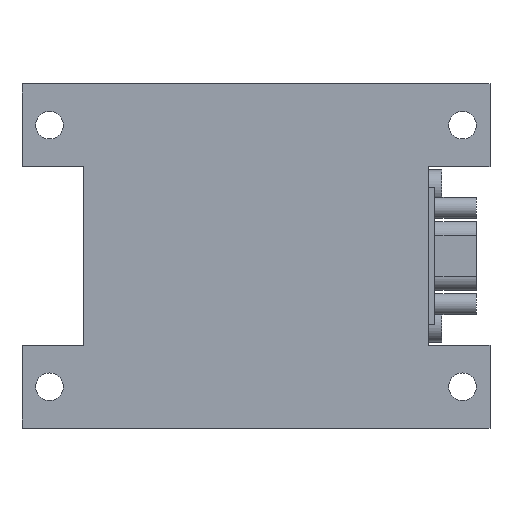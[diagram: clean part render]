
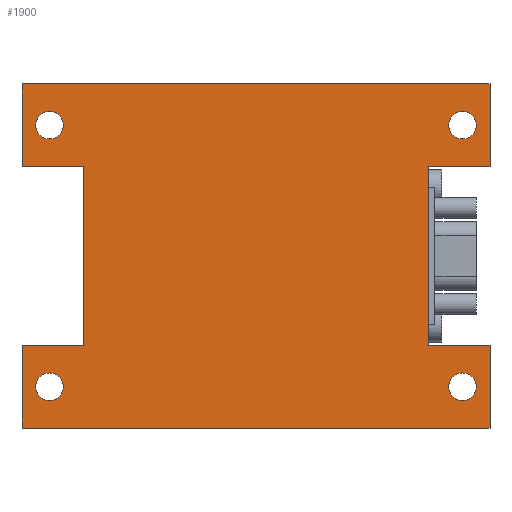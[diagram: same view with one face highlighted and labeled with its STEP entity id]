
A CAD part, front view. The second image highlights one B-rep face of the part: STEP entity #1900.
In plain terms, the highlighted planar face has unit normal (0, -1, 0).
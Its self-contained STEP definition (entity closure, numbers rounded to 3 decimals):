
#63=FACE_BOUND('',#417,.T.);
#64=FACE_BOUND('',#418,.T.);
#65=FACE_BOUND('',#419,.T.);
#66=FACE_BOUND('',#420,.T.);
#135=PLANE('',#2137);
#255=FACE_OUTER_BOUND('',#416,.T.);
#416=EDGE_LOOP('',(#1721,#1722,#1723,#1724,#1725,#1726,#1727,#1728,#1729,
#1730,#1731,#1732));
#417=EDGE_LOOP('',(#1733));
#418=EDGE_LOOP('',(#1734));
#419=EDGE_LOOP('',(#1735));
#420=EDGE_LOOP('',(#1736));
#439=LINE('',#2741,#586);
#448=LINE('',#2763,#595);
#457=LINE('',#2785,#604);
#465=LINE('',#2805,#612);
#563=LINE('',#3275,#710);
#568=LINE('',#3284,#715);
#569=LINE('',#3286,#716);
#573=LINE('',#3294,#720);
#574=LINE('',#3296,#721);
#577=LINE('',#3302,#724);
#578=LINE('',#3304,#725);
#579=LINE('',#3306,#726);
#586=VECTOR('',#2154,10.);
#595=VECTOR('',#2171,10.);
#604=VECTOR('',#2188,10.);
#612=VECTOR('',#2204,10.);
#710=VECTOR('',#2680,10.);
#715=VECTOR('',#2689,10.);
#716=VECTOR('',#2692,10.);
#720=VECTOR('',#2700,10.);
#721=VECTOR('',#2703,10.);
#724=VECTOR('',#2710,10.);
#725=VECTOR('',#2713,10.);
#726=VECTOR('',#2716,10.);
#814=CIRCLE('',#2117,2.);
#815=CIRCLE('',#2119,2.);
#816=CIRCLE('',#2121,2.);
#817=CIRCLE('',#2123,2.);
#825=VERTEX_POINT('',#2738);
#826=VERTEX_POINT('',#2740);
#834=VERTEX_POINT('',#2760);
#835=VERTEX_POINT('',#2762);
#843=VERTEX_POINT('',#2782);
#844=VERTEX_POINT('',#2784);
#851=VERTEX_POINT('',#2802);
#852=VERTEX_POINT('',#2804);
#977=VERTEX_POINT('',#3260);
#978=VERTEX_POINT('',#3263);
#979=VERTEX_POINT('',#3266);
#980=VERTEX_POINT('',#3269);
#981=VERTEX_POINT('',#3274);
#983=VERTEX_POINT('',#3282);
#985=VERTEX_POINT('',#3292);
#986=VERTEX_POINT('',#3300);
#995=EDGE_CURVE('',#826,#825,#439,.T.);
#1006=EDGE_CURVE('',#835,#834,#448,.T.);
#1017=EDGE_CURVE('',#844,#843,#457,.T.);
#1027=EDGE_CURVE('',#852,#851,#465,.T.);
#1215=EDGE_CURVE('',#977,#977,#814,.T.);
#1216=EDGE_CURVE('',#978,#978,#815,.T.);
#1217=EDGE_CURVE('',#979,#979,#816,.T.);
#1218=EDGE_CURVE('',#980,#980,#817,.T.);
#1220=EDGE_CURVE('',#844,#981,#563,.T.);
#1225=EDGE_CURVE('',#983,#825,#568,.T.);
#1226=EDGE_CURVE('',#983,#835,#569,.T.);
#1230=EDGE_CURVE('',#985,#843,#573,.T.);
#1231=EDGE_CURVE('',#852,#985,#574,.T.);
#1234=EDGE_CURVE('',#851,#986,#577,.T.);
#1235=EDGE_CURVE('',#826,#986,#578,.T.);
#1236=EDGE_CURVE('',#981,#834,#579,.T.);
#1721=ORIENTED_EDGE('',*,*,#1006,.T.);
#1722=ORIENTED_EDGE('',*,*,#1236,.F.);
#1723=ORIENTED_EDGE('',*,*,#1220,.F.);
#1724=ORIENTED_EDGE('',*,*,#1017,.T.);
#1725=ORIENTED_EDGE('',*,*,#1230,.F.);
#1726=ORIENTED_EDGE('',*,*,#1231,.F.);
#1727=ORIENTED_EDGE('',*,*,#1027,.T.);
#1728=ORIENTED_EDGE('',*,*,#1234,.T.);
#1729=ORIENTED_EDGE('',*,*,#1235,.F.);
#1730=ORIENTED_EDGE('',*,*,#995,.T.);
#1731=ORIENTED_EDGE('',*,*,#1225,.F.);
#1732=ORIENTED_EDGE('',*,*,#1226,.T.);
#1733=ORIENTED_EDGE('',*,*,#1215,.T.);
#1734=ORIENTED_EDGE('',*,*,#1216,.T.);
#1735=ORIENTED_EDGE('',*,*,#1217,.T.);
#1736=ORIENTED_EDGE('',*,*,#1218,.T.);
#1900=ADVANCED_FACE('',(#255,#63,#64,#65,#66),#135,.F.);
#2117=AXIS2_PLACEMENT_3D('',#3261,#2661,#2662);
#2119=AXIS2_PLACEMENT_3D('',#3264,#2665,#2666);
#2121=AXIS2_PLACEMENT_3D('',#3267,#2669,#2670);
#2123=AXIS2_PLACEMENT_3D('',#3270,#2673,#2674);
#2137=AXIS2_PLACEMENT_3D('',#3308,#2719,#2720);
#2154=DIRECTION('',(-1.,0.,0.));
#2171=DIRECTION('',(0.,0.,-1.));
#2188=DIRECTION('',(1.,0.,0.));
#2204=DIRECTION('',(0.,0.,1.));
#2661=DIRECTION('center_axis',(0.,1.,0.));
#2662=DIRECTION('ref_axis',(-1.,0.,0.));
#2665=DIRECTION('center_axis',(0.,1.,0.));
#2666=DIRECTION('ref_axis',(-1.,0.,0.));
#2669=DIRECTION('center_axis',(0.,1.,0.));
#2670=DIRECTION('ref_axis',(-1.,0.,0.));
#2673=DIRECTION('center_axis',(0.,1.,0.));
#2674=DIRECTION('ref_axis',(-1.,0.,0.));
#2680=DIRECTION('',(0.,0.,1.));
#2689=DIRECTION('',(0.,0.,1.));
#2692=DIRECTION('',(1.,0.,0.));
#2700=DIRECTION('',(0.,0.,-1.));
#2703=DIRECTION('',(1.,0.,0.));
#2710=DIRECTION('',(1.,0.,0.));
#2713=DIRECTION('',(0.,0.,-1.));
#2716=DIRECTION('',(1.,0.,0.));
#2719=DIRECTION('center_axis',(0.,1.,0.));
#2720=DIRECTION('ref_axis',(0.,0.,1.));
#2738=CARTESIAN_POINT('',(-59.,0.,0.));
#2740=CARTESIAN_POINT('',(9.,0.,0.));
#2741=CARTESIAN_POINT('',(0.,0.,0.));
#2760=CARTESIAN_POINT('',(-50.,0.,-38.));
#2762=CARTESIAN_POINT('',(-50.,0.,-12.));
#2763=CARTESIAN_POINT('',(-50.,0.,0.));
#2782=CARTESIAN_POINT('',(9.,0.,-50.));
#2784=CARTESIAN_POINT('',(-59.,0.,-50.));
#2785=CARTESIAN_POINT('',(-50.,0.,-50.));
#2802=CARTESIAN_POINT('',(0.,0.,-12.));
#2804=CARTESIAN_POINT('',(0.,0.,-38.));
#2805=CARTESIAN_POINT('',(0.,0.,-50.));
#3260=CARTESIAN_POINT('',(-53.,0.,-6.));
#3261=CARTESIAN_POINT('Origin',(-55.,0.,-6.));
#3263=CARTESIAN_POINT('',(-53.,0.,-44.));
#3264=CARTESIAN_POINT('Origin',(-55.,0.,-44.));
#3266=CARTESIAN_POINT('',(7.,0.,-44.));
#3267=CARTESIAN_POINT('Origin',(5.,0.,-44.));
#3269=CARTESIAN_POINT('',(7.,0.,-6.));
#3270=CARTESIAN_POINT('Origin',(5.,0.,-6.));
#3274=CARTESIAN_POINT('',(-59.,0.,-38.));
#3275=CARTESIAN_POINT('',(-59.,0.,-38.));
#3282=CARTESIAN_POINT('',(-59.,0.,-12.));
#3284=CARTESIAN_POINT('',(-59.,0.,0.));
#3286=CARTESIAN_POINT('',(0.,0.,-12.));
#3292=CARTESIAN_POINT('',(9.,0.,-38.));
#3294=CARTESIAN_POINT('',(9.,0.,-38.));
#3296=CARTESIAN_POINT('',(0.,0.,-38.));
#3300=CARTESIAN_POINT('',(9.,0.,-12.));
#3302=CARTESIAN_POINT('',(0.,0.,-12.));
#3304=CARTESIAN_POINT('',(9.,0.,0.));
#3306=CARTESIAN_POINT('',(0.,0.,-38.));
#3308=CARTESIAN_POINT('Origin',(-25.,0.,-25.));
